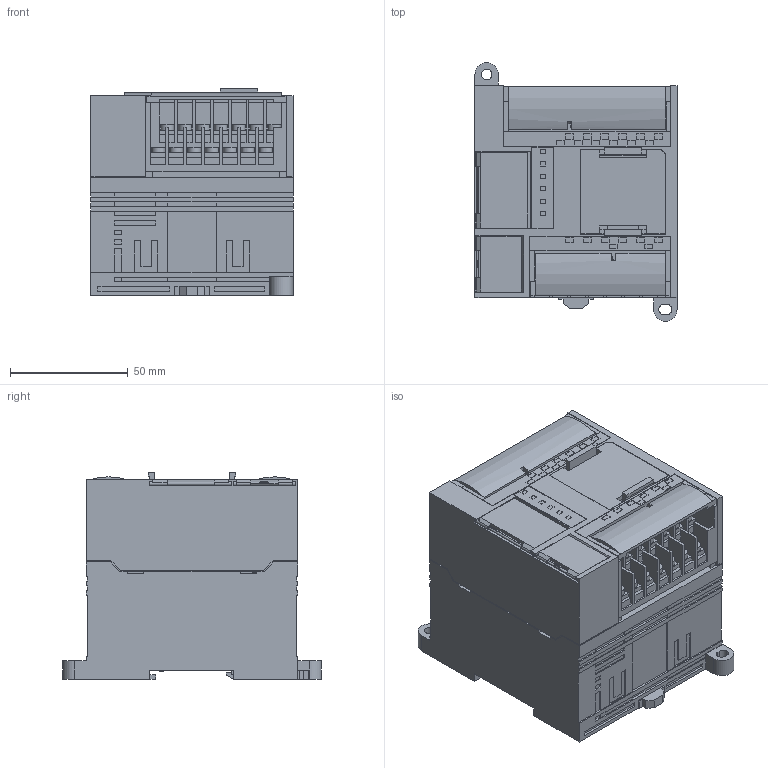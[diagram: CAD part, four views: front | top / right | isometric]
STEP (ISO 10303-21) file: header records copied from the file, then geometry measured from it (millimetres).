
FILE_DESCRIPTION (( 'STEP AP203' ), '1' );
FILE_NAME ('CP1E_N20DT1_D.step', '2009-06-30T07:38:35', ( 'OSMC1.0 ' ), ( ' ' ), 'SwSTEP 2.0', 'SolidWorks 2002025', '' );
FILE_SCHEMA (( 'CONFIG_CONTROL_DESIGN' ));
Length unit declared in the file: millimetre
Products named in the file (9): CP1E_N20DT1_D; CP1E_N20DT1_D_COVER4; CP1E_N20DT1_D_COVER1; CP1E_N20DT1_D_BASE; CP1E_N20DT1_D_SIDE; CP1E_N20DT1_D_BATTERY; CP1E_N20DT1_D_COVER2; CP1E_N20DT1_D_COVER_7; CP1E_N20DT1_D_COVER_6
Assembly tree (8 placements, depth 2):
  CP1E_N20DT1_D
    CP1E_N20DT1_D_COVER1
    CP1E_N20DT1_D_SIDE
    CP1E_N20DT1_D_COVER_6
    CP1E_N20DT1_D_COVER4
    CP1E_N20DT1_D_COVER_7
    CP1E_N20DT1_D_BASE
    CP1E_N20DT1_D_COVER2
    CP1E_N20DT1_D_BATTERY
Bounding box: 86 x 110 x 88 mm (x, y, z)
Volume: 586886.4 mm3; surface area: 87045.4 mm2
Topology: 8 solids, 8 shells, 1430 faces, 3871 edges, 2557 vertices
Faces by surface type: plane 1288, cylinder 138, cone 4
Entity records: 45160 total; most frequent: CARTESIAN_POINT 7935, ORIENTED_EDGE 7742, DIRECTION 7013, EDGE_CURVE 3871, VECTOR 3567, LINE 3567, VERTEX_POINT 2557, AXIS2_PLACEMENT_3D 1723
